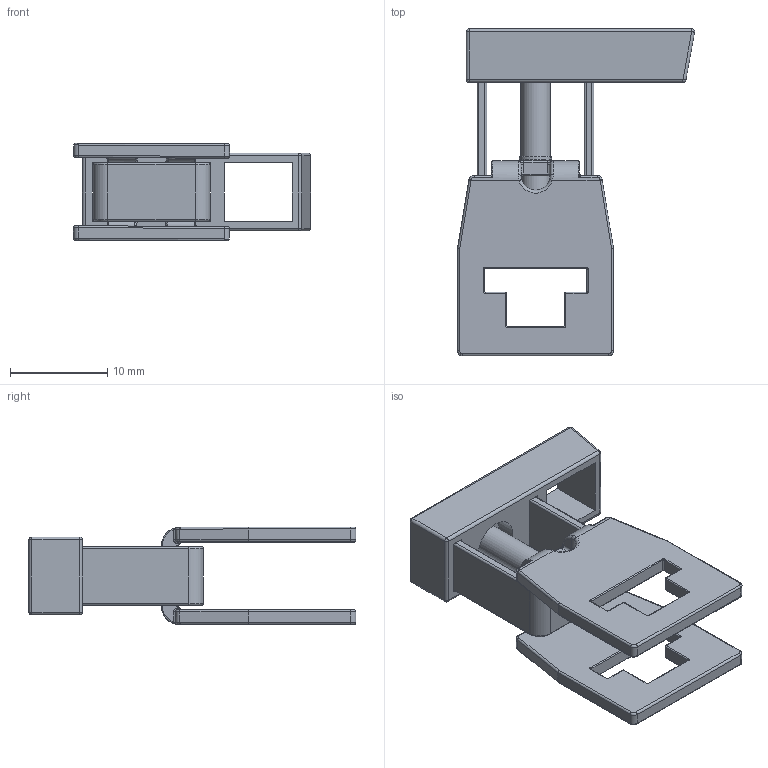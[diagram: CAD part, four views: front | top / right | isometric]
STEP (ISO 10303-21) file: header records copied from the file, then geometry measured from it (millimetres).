
FILE_DESCRIPTION(/* description */ (''),/* implementation_level */ '2;1');
FILE_NAME(/* name */ 'CENC16.stp',/* time_stamp */ '2016-07-29T09:34:04-04:00',/* author */ ('CAD Station'),/* organization */ (''),/* preprocessor_version */ 'ST-DEVELOPER v16.1',/* originating_system */ 'Autodesk Inventor 2016',/* authorisation */ '');
FILE_SCHEMA (('AUTOMOTIVE_DESIGN { 1 0 10303 214 3 1 1 }'));
Length unit declared in the file: millimetre
Products named in the file (5): CENC16_G; CENC16_M; CENC16_B; CENC16_Screw; CENC16
Assembly tree (4 placements, depth 2):
  CENC16
    CENC16_G
    CENC16_M
    CENC16_B
    CENC16_Screw
Bounding box: 24.36 x 33.65 x 10.05 mm (x, y, z)
Volume: 1813.5 mm3; surface area: 3152.1 mm2
Topology: 4 solids, 4 shells, 398 faces, 911 edges, 508 vertices
Faces by surface type: cylinder 161, torus 82, plane 79, bspline 48, sphere 28
Full cylindrical faces by diameter (mm): 3 x3, 3.3 x1, 5 x3
Entity records: 12276 total; most frequent: CARTESIAN_POINT 3401, DIRECTION 1940, ORIENTED_EDGE 1768, EDGE_CURVE 884, AXIS2_PLACEMENT_3D 797, VERTEX_POINT 506, CIRCLE 430, EDGE_LOOP 428
